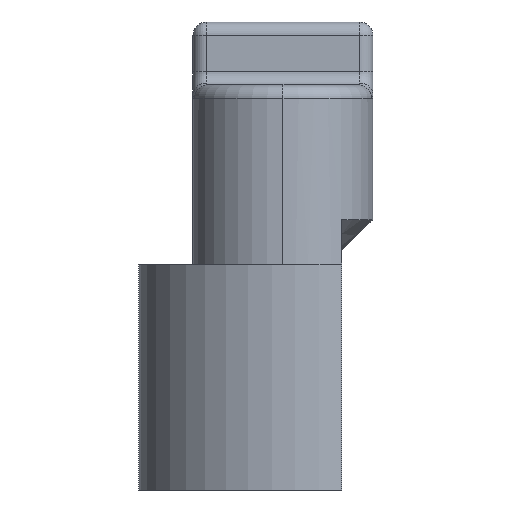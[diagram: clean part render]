
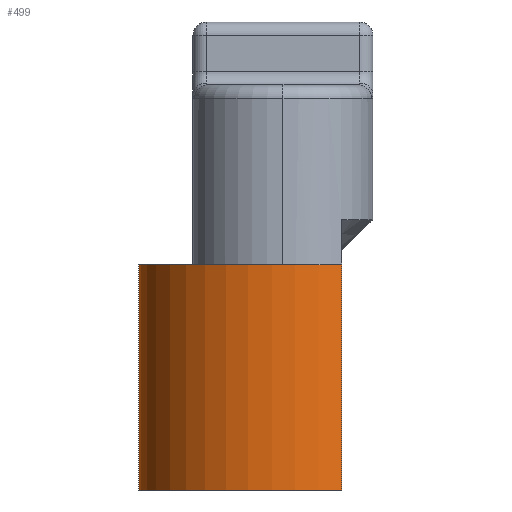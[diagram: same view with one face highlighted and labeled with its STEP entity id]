
A CAD part, left-side view. The second image highlights one B-rep face of the part: STEP entity #499.
In plain terms, the highlighted cylindrical face has radius 1.6 mm (diameter 3.2 mm), a partial arc.
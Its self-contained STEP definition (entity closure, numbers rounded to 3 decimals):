
#72 = EDGE_CURVE ( 'NONE', #378, #168, #1420, .T. ) ;
#120 = DIRECTION ( 'NONE',  ( 1., 0., 0. ) ) ;
#141 = VERTEX_POINT ( 'NONE', #590 ) ;
#168 = VERTEX_POINT ( 'NONE', #275 ) ;
#202 = DIRECTION ( 'NONE',  ( 0., 0., 1. ) ) ;
#245 = CARTESIAN_POINT ( 'NONE',  ( -1.5, 0., -2.5 ) ) ;
#275 = CARTESIAN_POINT ( 'NONE',  ( -2.962, -0.65, 0. ) ) ;
#318 = EDGE_CURVE ( 'NONE', #141, #378, #797, .T. ) ;
#320 = DIRECTION ( 'NONE',  ( 0., 0., 1. ) ) ;
#356 = CIRCLE ( 'NONE', #614, 1.6 ) ;
#378 = VERTEX_POINT ( 'NONE', #447 ) ;
#447 = CARTESIAN_POINT ( 'NONE',  ( -1.5, 1.6, 0. ) ) ;
#451 = DIRECTION ( 'NONE',  ( 0., 0., 1. ) ) ;
#498 = AXIS2_PLACEMENT_3D ( 'NONE', #1422, #451, #120 ) ;
#499 = ADVANCED_FACE ( 'NONE', ( #853 ), #1332, .T. ) ;
#505 = ORIENTED_EDGE ( 'NONE', *, *, #1247, .T. ) ;
#590 = CARTESIAN_POINT ( 'NONE',  ( -1.5, 1.6, -2.5 ) ) ;
#614 = AXIS2_PLACEMENT_3D ( 'NONE', #936, #673, #1537 ) ;
#646 = ORIENTED_EDGE ( 'NONE', *, *, #72, .F. ) ;
#673 = DIRECTION ( 'NONE',  ( 0., 0., 1. ) ) ;
#681 = ORIENTED_EDGE ( 'NONE', *, *, #1253, .T. ) ;
#730 = DIRECTION ( 'NONE',  ( 1., 0., 0. ) ) ;
#788 = AXIS2_PLACEMENT_3D ( 'NONE', #245, #1110, #730 ) ;
#797 = LINE ( 'NONE', #1157, #1516 ) ;
#853 = FACE_OUTER_BOUND ( 'NONE', #1471, .T. ) ;
#924 = VECTOR ( 'NONE', #202, 1000. ) ;
#936 = CARTESIAN_POINT ( 'NONE',  ( -1.5, 0., -2.5 ) ) ;
#996 = ORIENTED_EDGE ( 'NONE', *, *, #318, .F. ) ;
#1004 = VERTEX_POINT ( 'NONE', #1330 ) ;
#1110 = DIRECTION ( 'NONE',  ( 0., 0., 1. ) ) ;
#1154 = CARTESIAN_POINT ( 'NONE',  ( -2.962, -0.65, -2.5 ) ) ;
#1157 = CARTESIAN_POINT ( 'NONE',  ( -1.5, 1.6, -2.5 ) ) ;
#1247 = EDGE_CURVE ( 'NONE', #141, #1004, #356, .T. ) ;
#1253 = EDGE_CURVE ( 'NONE', #1004, #168, #1280, .T. ) ;
#1280 = LINE ( 'NONE', #1154, #924 ) ;
#1330 = CARTESIAN_POINT ( 'NONE',  ( -2.962, -0.65, -2.5 ) ) ;
#1332 = CYLINDRICAL_SURFACE ( 'NONE', #788, 1.6 ) ;
#1420 = CIRCLE ( 'NONE', #498, 1.6 ) ;
#1422 = CARTESIAN_POINT ( 'NONE',  ( -1.5, 0., 0. ) ) ;
#1471 = EDGE_LOOP ( 'NONE', ( #646, #996, #505, #681 ) ) ;
#1516 = VECTOR ( 'NONE', #320, 1000. ) ;
#1537 = DIRECTION ( 'NONE',  ( 1., 0., 0. ) ) ;
